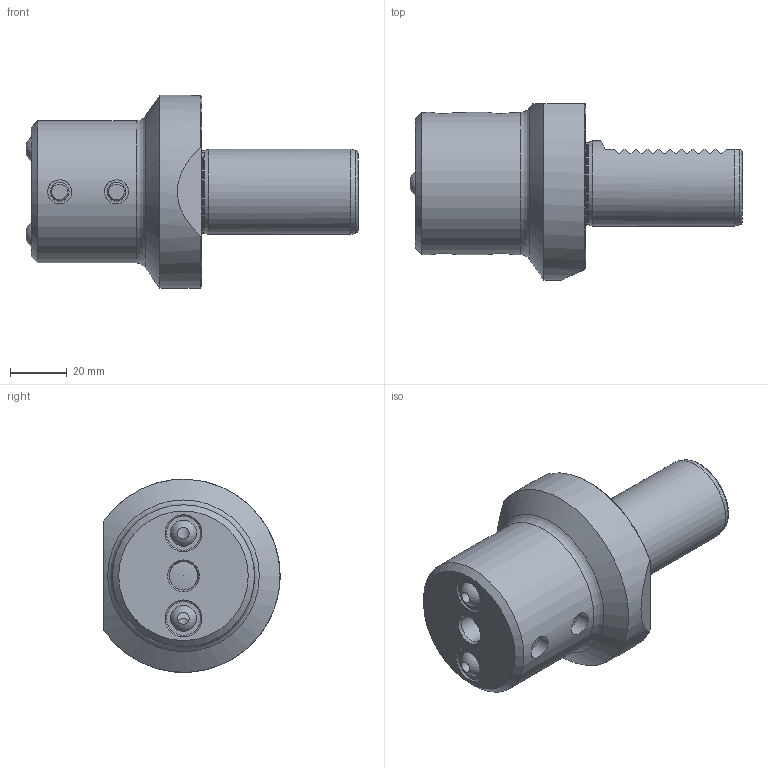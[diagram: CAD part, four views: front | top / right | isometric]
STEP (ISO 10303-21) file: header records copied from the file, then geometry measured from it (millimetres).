
FILE_DESCRIPTION(/* description */ (''),/* implementation_level */ '2;1');
FILE_NAME(/* name */ '30_10_290_2.stp',/* time_stamp */ '2021-10-06T11:32:40+02:00',/* author */ ('cad'),/* organization */ (''),/* preprocessor_version */ 'ST-DEVELOPER v18.1',/* originating_system */ 'Autodesk Inventor 2021',/* authorisation */ '');
FILE_SCHEMA (('AUTOMOTIVE_DESIGN { 1 0 10303 214 3 1 1 }'));
Length unit declared in the file: inch
Products named in the file (1): 30_10_290_2_Shrinkwrap_1
Bounding box: 116.85 x 62 x 68.04 mm (x, y, z)
Volume: 151407.3 mm3; surface area: 33144.7 mm2
Topology: 2 solids, 2 shells, 153 faces, 446 edges, 310 vertices
Faces by surface type: plane 66, cylinder 44, cone 26, sphere 8, torus 7, bspline 2
Full cylindrical faces by diameter (mm): 4.134 x2, 5.7 x5, 5.97 x2, 6.647 x4, 7.7 x1, 7.95 x2, 8 x2, 8.5 x4, 9 x2, 10 x1, 12 x2, 14 x1, 17 x1, 18 x1, 29.1 x1, 30 x1, 50 x1
Entity records: 6139 total; most frequent: CARTESIAN_POINT 1811, ORIENTED_EDGE 872, DIRECTION 866, EDGE_CURVE 436, AXIS2_PLACEMENT_3D 356, VERTEX_POINT 310, EDGE_LOOP 188, CIRCLE 156
